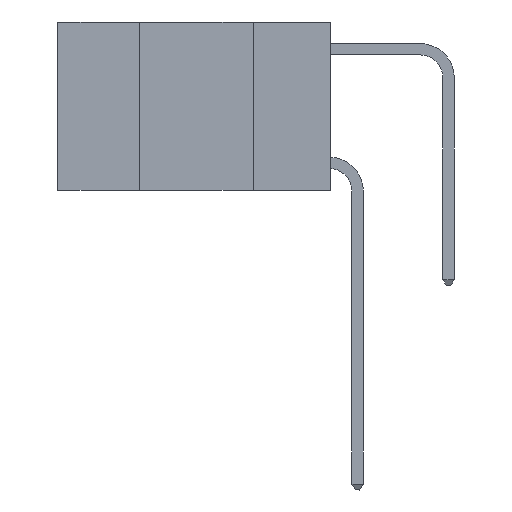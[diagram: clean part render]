
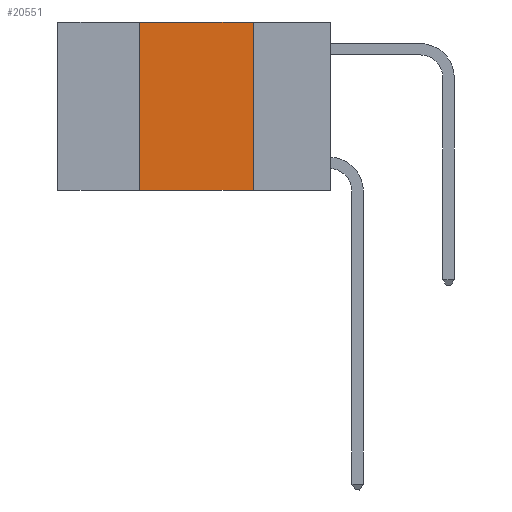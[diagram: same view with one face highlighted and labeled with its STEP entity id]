
A CAD part, left-side view. The second image highlights one B-rep face of the part: STEP entity #20551.
In plain terms, the highlighted planar face has unit normal (-1, 0, 0).
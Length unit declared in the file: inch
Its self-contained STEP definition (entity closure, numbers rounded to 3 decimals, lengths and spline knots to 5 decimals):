
#2056 = DIRECTION ( 'NONE',  ( 0., 0., 1. ) ) ;
#2795 = VERTEX_POINT ( 'NONE', #18836 ) ;
#2832 = VECTOR ( 'NONE', #9090, 39.37008 ) ;
#3254 = CARTESIAN_POINT ( 'NONE',  ( 0., 0.6, 0. ) ) ;
#3789 = LINE ( 'NONE', #7182, #8596 ) ;
#4251 = CARTESIAN_POINT ( 'NONE',  ( 0., 0.6, -0.37 ) ) ;
#4760 = VERTEX_POINT ( 'NONE', #9807 ) ;
#5100 = DIRECTION ( 'NONE',  ( 1., 0., 0. ) ) ;
#5206 = EDGE_CURVE ( 'NONE', #14043, #2795, #20839, .T. ) ;
#5464 = EDGE_LOOP ( 'NONE', ( #19459, #10535, #20589, #6905 ) ) ;
#6645 = EDGE_CURVE ( 'NONE', #2795, #4760, #16602, .T. ) ;
#6905 = ORIENTED_EDGE ( 'NONE', *, *, #19672, .T. ) ;
#7182 = CARTESIAN_POINT ( 'NONE',  ( 0., 0.17, 0. ) ) ;
#8596 = VECTOR ( 'NONE', #19667, 39.37008 ) ;
#8716 = CARTESIAN_POINT ( 'NONE',  ( 0., 0.42, -0.37 ) ) ;
#9090 = DIRECTION ( 'NONE',  ( 0., -1., 0. ) ) ;
#9807 = CARTESIAN_POINT ( 'NONE',  ( 0., 0.17, 0. ) ) ;
#10535 = ORIENTED_EDGE ( 'NONE', *, *, #6645, .F. ) ;
#11050 = EDGE_CURVE ( 'NONE', #4760, #22262, #3789, .T. ) ;
#12830 = CARTESIAN_POINT ( 'NONE',  ( 0., 0.42, 0. ) ) ;
#14043 = VERTEX_POINT ( 'NONE', #8716 ) ;
#15370 = CARTESIAN_POINT ( 'NONE',  ( 0., 0.17, -0.37 ) ) ;
#15838 = PLANE ( 'NONE',  #21880 ) ;
#16602 = LINE ( 'NONE', #19792, #2832 ) ;
#16803 = DIRECTION ( 'NONE',  ( 0., -1., 0. ) ) ;
#17625 = DIRECTION ( 'NONE',  ( 0., 0., -1. ) ) ;
#18031 = LINE ( 'NONE', #4251, #22254 ) ;
#18836 = CARTESIAN_POINT ( 'NONE',  ( 0., 0.42, 0. ) ) ;
#19459 = ORIENTED_EDGE ( 'NONE', *, *, #11050, .F. ) ;
#19667 = DIRECTION ( 'NONE',  ( 0., 0., -1. ) ) ;
#19672 = EDGE_CURVE ( 'NONE', #14043, #22262, #18031, .T. ) ;
#19707 = VECTOR ( 'NONE', #2056, 39.37008 ) ;
#19792 = CARTESIAN_POINT ( 'NONE',  ( 0., 0.6, 0. ) ) ;
#20128 = FACE_OUTER_BOUND ( 'NONE', #5464, .T. ) ;
#20551 = ADVANCED_FACE ( 'NONE', ( #20128 ), #15838, .F. ) ;
#20589 = ORIENTED_EDGE ( 'NONE', *, *, #5206, .F. ) ;
#20839 = LINE ( 'NONE', #12830, #19707 ) ;
#21880 = AXIS2_PLACEMENT_3D ( 'NONE', #3254, #5100, #17625 ) ;
#22254 = VECTOR ( 'NONE', #16803, 39.37008 ) ;
#22262 = VERTEX_POINT ( 'NONE', #15370 ) ;
